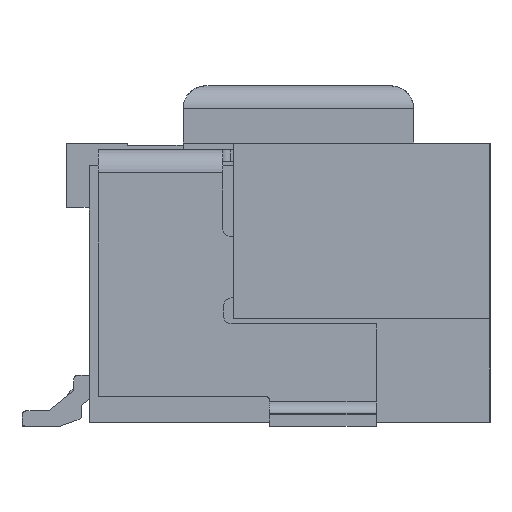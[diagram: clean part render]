
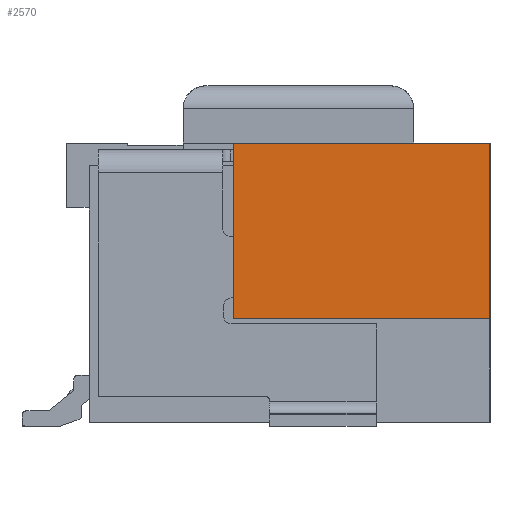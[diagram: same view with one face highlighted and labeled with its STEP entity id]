
A CAD part, left-side view. The second image highlights one B-rep face of the part: STEP entity #2570.
In plain terms, the highlighted planar face has unit normal (-1, 0, 0).
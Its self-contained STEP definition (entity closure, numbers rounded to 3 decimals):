
#1183=FACE_OUTER_BOUND('',#5179,.T.);
#2570=ADVANCED_FACE('',(#1183),#3970,.T.);
#3970=PLANE('',#29166);
#5179=EDGE_LOOP('',(#7053,#7054,#7055,#7056));
#7053=ORIENTED_EDGE('',*,*,#17918,.F.);
#7054=ORIENTED_EDGE('',*,*,#17919,.T.);
#7055=ORIENTED_EDGE('',*,*,#17920,.F.);
#7056=ORIENTED_EDGE('',*,*,#17921,.F.);
#15195=VERTEX_POINT('',#40381);
#15196=VERTEX_POINT('',#40382);
#15197=VERTEX_POINT('',#40384);
#15198=VERTEX_POINT('',#40386);
#17918=EDGE_CURVE('',#15195,#15196,#22608,.T.);
#17919=EDGE_CURVE('',#15195,#15197,#22609,.T.);
#17920=EDGE_CURVE('',#15198,#15197,#22610,.T.);
#17921=EDGE_CURVE('',#15196,#15198,#22611,.T.);
#22608=LINE('',#40380,#26000);
#22609=LINE('',#40383,#26001);
#22610=LINE('',#40385,#26002);
#22611=LINE('',#40387,#26003);
#26000=VECTOR('',#31871,1.);
#26001=VECTOR('',#31872,1.);
#26002=VECTOR('',#31873,1.);
#26003=VECTOR('',#31874,1.);
#29166=AXIS2_PLACEMENT_3D('',#40388,#31875,#31876);
#31871=DIRECTION('',(0.,0.,1.));
#31872=DIRECTION('',(0.,-1.,0.));
#31873=DIRECTION('',(0.,0.,-1.));
#31874=DIRECTION('',(0.,-1.,0.));
#31875=DIRECTION('',(-1.,0.,0.));
#31876=DIRECTION('',(0.,0.,1.));
#40380=CARTESIAN_POINT('',(-24.445,3.36,-32.574));
#40381=CARTESIAN_POINT('',(-24.445,3.36,1.36));
#40382=CARTESIAN_POINT('',(-24.445,3.36,3.66));
#40383=CARTESIAN_POINT('',(-24.445,33.264,1.36));
#40384=CARTESIAN_POINT('',(-24.445,0.,1.36));
#40385=CARTESIAN_POINT('',(-24.445,0.,3.66));
#40386=CARTESIAN_POINT('',(-24.445,0.,3.66));
#40387=CARTESIAN_POINT('',(-24.445,5.25,3.66));
#40388=CARTESIAN_POINT('',(-24.445,5.25,3.66));
